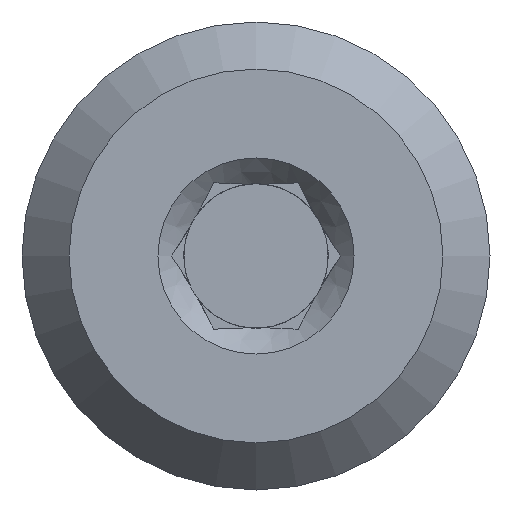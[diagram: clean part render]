
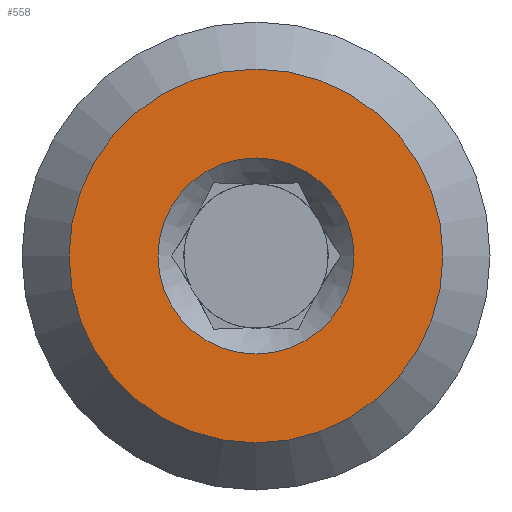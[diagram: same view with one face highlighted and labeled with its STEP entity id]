
A CAD part, left-side view. The second image highlights one B-rep face of the part: STEP entity #558.
In plain terms, the highlighted planar face has unit normal (-1, 0, 0).
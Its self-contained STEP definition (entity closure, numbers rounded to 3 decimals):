
#29=FACE_BOUND('',#177,.T.);
#137=FACE_OUTER_BOUND('',#176,.T.);
#176=EDGE_LOOP('',(#504));
#177=EDGE_LOOP('',(#505));
#212=CIRCLE('',#618,6.685);
#220=CIRCLE('',#634,12.75);
#261=VERTEX_POINT('',#979);
#273=VERTEX_POINT('',#3674);
#332=EDGE_CURVE('',#261,#261,#212,.T.);
#352=EDGE_CURVE('',#273,#273,#220,.T.);
#504=ORIENTED_EDGE('',*,*,#352,.F.);
#505=ORIENTED_EDGE('',*,*,#332,.T.);
#525=PLANE('',#633);
#558=ADVANCED_FACE('',(#137,#29),#525,.T.);
#618=AXIS2_PLACEMENT_3D('',#980,#755,#756);
#633=AXIS2_PLACEMENT_3D('',#3673,#785,#786);
#634=AXIS2_PLACEMENT_3D('',#3675,#787,#788);
#755=DIRECTION('center_axis',(1.,0.,0.));
#756=DIRECTION('ref_axis',(0.,1.,0.));
#785=DIRECTION('center_axis',(-1.,0.,0.));
#786=DIRECTION('ref_axis',(0.,0.,1.));
#787=DIRECTION('center_axis',(1.,0.,0.));
#788=DIRECTION('ref_axis',(0.,0.,-1.));
#979=CARTESIAN_POINT('',(-25.77,6.685,0.));
#980=CARTESIAN_POINT('Origin',(-25.77,0.,0.));
#3673=CARTESIAN_POINT('Origin',(-25.77,12.75,0.));
#3674=CARTESIAN_POINT('',(-25.77,12.75,0.));
#3675=CARTESIAN_POINT('Origin',(-25.77,0.,0.));
